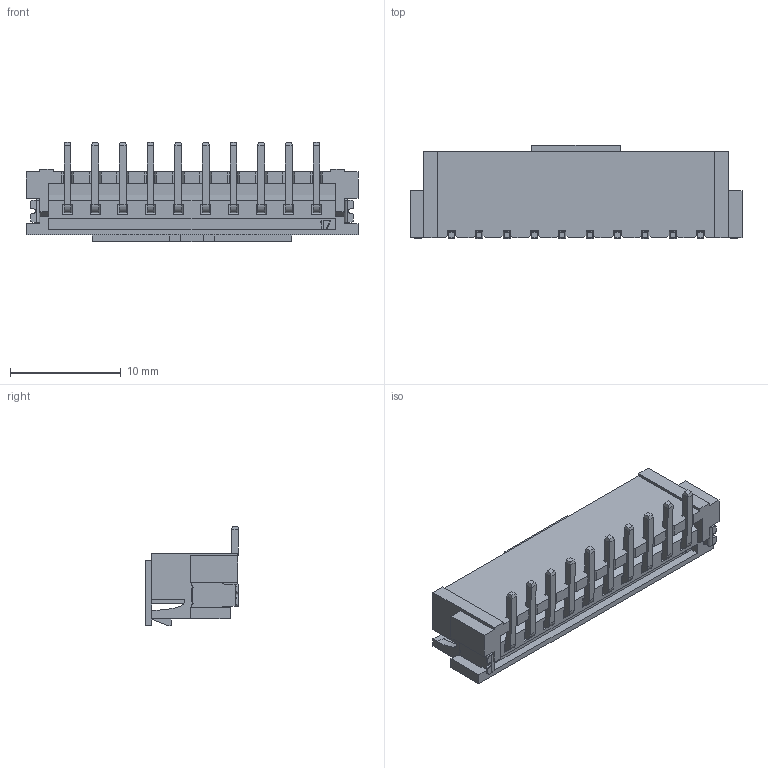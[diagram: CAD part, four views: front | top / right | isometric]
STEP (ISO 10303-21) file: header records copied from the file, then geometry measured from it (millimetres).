
FILE_DESCRIPTION((''),'2;1');
FILE_NAME('250-WTB-M-ST-SMT-CONN-2X10P','2020-07-04T',('Administrator'),(''),'PRO/ENGINEER BY PARAMETRIC TECHNOLOGY CORPORATION, 2009440','PRO/ENGINEER BY PARAMETRIC TECHNOLOGY CORPORATION, 2009440','');
FILE_SCHEMA(('CONFIG_CONTROL_DESIGN'));
Length unit declared in the file: millimetre
Products named in the file (1): 250-WTB-M-ST-SMT-CONN-2X10P
Bounding box: 30 x 8.42 x 8.96 mm (x, y, z)
Volume: 654.2 mm3; surface area: 1803.7 mm2
Topology: 1 solids, 1 shells, 646 faces, 1737 edges, 1096 vertices
Faces by surface type: plane 571, cylinder 75
Entity records: 19771 total; most frequent: CARTESIAN_POINT 3501, ORIENTED_EDGE 3474, DIRECTION 3175, EDGE_CURVE 1737, VECTOR 1567, LINE 1567, VERTEX_POINT 1096, AXIS2_PLACEMENT_3D 804
